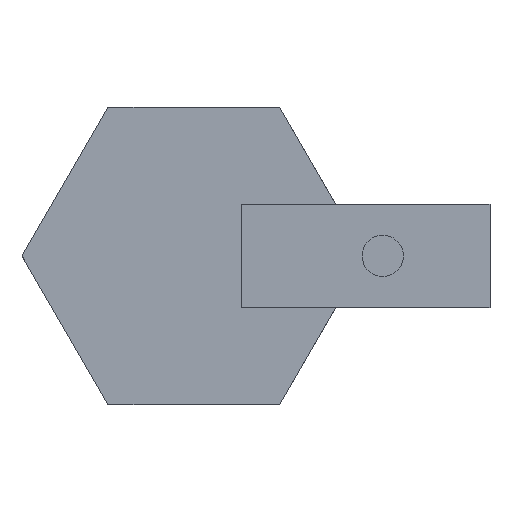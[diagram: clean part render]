
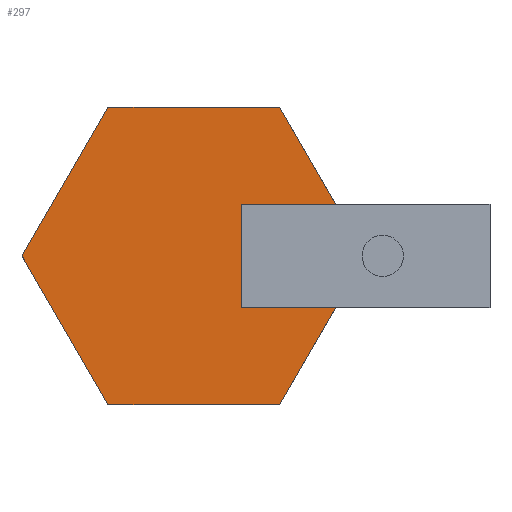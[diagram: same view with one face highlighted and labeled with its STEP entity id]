
A CAD part, top view. The second image highlights one B-rep face of the part: STEP entity #297.
In plain terms, the highlighted planar face has unit normal (0, 0, 1).
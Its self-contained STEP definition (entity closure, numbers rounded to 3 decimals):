
#30=PLANE('',#337);
#46=FACE_OUTER_BOUND('',#63,.T.);
#63=EDGE_LOOP('',(#267,#268,#269,#270,#271,#272,#273,#274,#275));
#66=LINE('',#431,#101);
#71=LINE('',#441,#106);
#77=LINE('',#453,#112);
#84=LINE('',#467,#119);
#87=LINE('',#473,#122);
#90=LINE('',#479,#125);
#93=LINE('',#485,#128);
#96=LINE('',#491,#131);
#99=LINE('',#495,#134);
#101=VECTOR('',#356,10.);
#106=VECTOR('',#363,10.);
#112=VECTOR('',#373,10.);
#119=VECTOR('',#386,10.);
#122=VECTOR('',#391,10.);
#125=VECTOR('',#396,10.);
#128=VECTOR('',#401,10.);
#131=VECTOR('',#406,10.);
#134=VECTOR('',#411,10.);
#143=VERTEX_POINT('',#429);
#144=VERTEX_POINT('',#430);
#148=VERTEX_POINT('',#439);
#152=VERTEX_POINT('',#452);
#156=VERTEX_POINT('',#465);
#158=VERTEX_POINT('',#472);
#160=VERTEX_POINT('',#478);
#162=VERTEX_POINT('',#484);
#164=VERTEX_POINT('',#490);
#170=EDGE_CURVE('',#143,#144,#66,.T.);
#175=EDGE_CURVE('',#144,#148,#71,.T.);
#181=EDGE_CURVE('',#152,#143,#77,.T.);
#188=EDGE_CURVE('',#148,#156,#84,.T.);
#191=EDGE_CURVE('',#158,#152,#87,.T.);
#194=EDGE_CURVE('',#160,#158,#90,.T.);
#197=EDGE_CURVE('',#162,#160,#93,.T.);
#200=EDGE_CURVE('',#164,#162,#96,.T.);
#203=EDGE_CURVE('',#156,#164,#99,.T.);
#267=ORIENTED_EDGE('',*,*,#175,.T.);
#268=ORIENTED_EDGE('',*,*,#188,.T.);
#269=ORIENTED_EDGE('',*,*,#203,.T.);
#270=ORIENTED_EDGE('',*,*,#200,.T.);
#271=ORIENTED_EDGE('',*,*,#197,.T.);
#272=ORIENTED_EDGE('',*,*,#194,.T.);
#273=ORIENTED_EDGE('',*,*,#191,.T.);
#274=ORIENTED_EDGE('',*,*,#181,.T.);
#275=ORIENTED_EDGE('',*,*,#170,.T.);
#297=ADVANCED_FACE('',(#46),#30,.T.);
#337=AXIS2_PLACEMENT_3D('',#496,#412,#413);
#356=DIRECTION('',(0.,1.,0.));
#363=DIRECTION('',(1.,0.,0.));
#373=DIRECTION('',(-1.,0.,0.));
#386=DIRECTION('',(-0.5,0.866,0.));
#391=DIRECTION('',(0.5,0.866,0.));
#396=DIRECTION('',(1.,0.,0.));
#401=DIRECTION('',(0.5,-0.866,0.));
#406=DIRECTION('',(-0.5,-0.866,0.));
#411=DIRECTION('',(-1.,0.,0.));
#412=DIRECTION('center_axis',(0.,0.,1.));
#413=DIRECTION('ref_axis',(1.,0.,0.));
#429=CARTESIAN_POINT('',(13.773,-15.,10.));
#430=CARTESIAN_POINT('',(13.773,15.,10.));
#431=CARTESIAN_POINT('',(13.773,7.5,10.));
#439=CARTESIAN_POINT('',(41.34,15.,10.));
#441=CARTESIAN_POINT('',(43.113,15.,10.));
#452=CARTESIAN_POINT('',(41.34,-15.,10.));
#453=CARTESIAN_POINT('',(6.887,-15.,10.));
#465=CARTESIAN_POINT('',(25.,43.301,10.));
#467=CARTESIAN_POINT('',(50.,0.,10.));
#472=CARTESIAN_POINT('',(25.,-43.301,10.));
#473=CARTESIAN_POINT('',(25.,-43.301,10.));
#478=CARTESIAN_POINT('',(-25.,-43.301,10.));
#479=CARTESIAN_POINT('',(-25.,-43.301,10.));
#484=CARTESIAN_POINT('',(-50.,0.,10.));
#485=CARTESIAN_POINT('',(-50.,0.,10.));
#490=CARTESIAN_POINT('',(-25.,43.301,10.));
#491=CARTESIAN_POINT('',(-25.,43.301,10.));
#495=CARTESIAN_POINT('',(25.,43.301,10.));
#496=CARTESIAN_POINT('Origin',(0.,0.,
10.));
